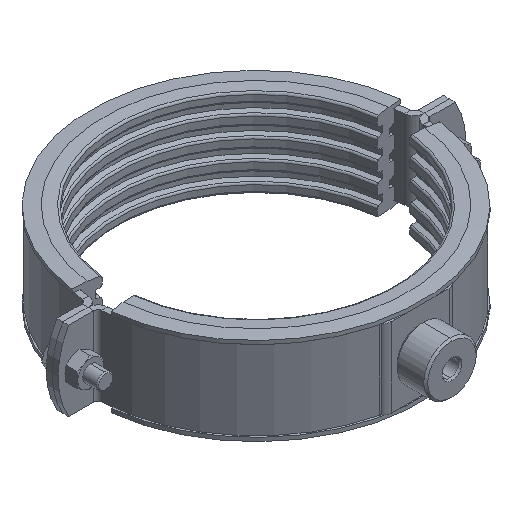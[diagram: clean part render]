
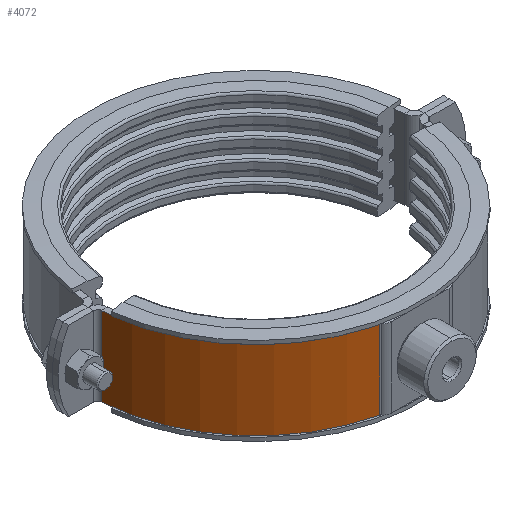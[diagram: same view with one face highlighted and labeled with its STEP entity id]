
A CAD part, isometric view. The second image highlights one B-rep face of the part: STEP entity #4072.
In plain terms, the highlighted cylindrical face has radius 83 mm (diameter 166 mm), a partial arc.
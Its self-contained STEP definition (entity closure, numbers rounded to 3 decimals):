
#3 = DIRECTION ( 'NONE',  ( 0., 0., -1. ) ) ;
#4 = EDGE_CURVE ( 'NONE', #855, #4151, #6587, .T. ) ;
#273 = CARTESIAN_POINT ( 'NONE',  ( 0., 0., -20. ) ) ;
#351 = AXIS2_PLACEMENT_3D ( 'NONE', #1668, #4974, #5576 ) ;
#355 = AXIS2_PLACEMENT_3D ( 'NONE', #3400, #3, #3296 ) ;
#480 = CIRCLE ( 'NONE', #2954, 83. ) ;
#634 = ORIENTED_EDGE ( 'NONE', *, *, #922, .F. ) ;
#855 = VERTEX_POINT ( 'NONE', #2935 ) ;
#922 = EDGE_CURVE ( 'NONE', #2570, #6670, #3158, .T. ) ;
#1029 = DIRECTION ( 'NONE',  ( 0., 0., -1. ) ) ;
#1668 = CARTESIAN_POINT ( 'NONE',  ( 0., 0., 20. ) ) ;
#1885 = ORIENTED_EDGE ( 'NONE', *, *, #4, .T. ) ;
#2478 = CIRCLE ( 'NONE', #351, 83. ) ;
#2570 = VERTEX_POINT ( 'NONE', #3569 ) ;
#2935 = CARTESIAN_POINT ( 'NONE',  ( -82.856, -4.882, 20. ) ) ;
#2954 = AXIS2_PLACEMENT_3D ( 'NONE', #273, #6412, #4157 ) ;
#3093 = CARTESIAN_POINT ( 'NONE',  ( -18.334, -80.95, 20. ) ) ;
#3097 = CARTESIAN_POINT ( 'NONE',  ( -82.856, -4.882, -20. ) ) ;
#3158 = LINE ( 'NONE', #3093, #5720 ) ;
#3296 = DIRECTION ( 'NONE',  ( -1., 0., 0. ) ) ;
#3400 = CARTESIAN_POINT ( 'NONE',  ( 0., 0., 20. ) ) ;
#3488 = EDGE_LOOP ( 'NONE', ( #3783, #634, #6233, #1885 ) ) ;
#3569 = CARTESIAN_POINT ( 'NONE',  ( -18.334, -80.95, 20. ) ) ;
#3705 = FACE_OUTER_BOUND ( 'NONE', #3488, .T. ) ;
#3783 = ORIENTED_EDGE ( 'NONE', *, *, #6784, .F. ) ;
#3816 = CYLINDRICAL_SURFACE ( 'NONE', #355, 83. ) ;
#3833 = CARTESIAN_POINT ( 'NONE',  ( -82.856, -4.882, 20. ) ) ;
#4072 = ADVANCED_FACE ( 'NONE', ( #3705 ), #3816, .T. ) ;
#4151 = VERTEX_POINT ( 'NONE', #3097 ) ;
#4157 = DIRECTION ( 'NONE',  ( 1., 0., 0. ) ) ;
#4174 = DIRECTION ( 'NONE',  ( 0., 0., -1. ) ) ;
#4974 = DIRECTION ( 'NONE',  ( 0., 0., -1. ) ) ;
#5576 = DIRECTION ( 'NONE',  ( 1., 0., 0. ) ) ;
#5720 = VECTOR ( 'NONE', #4174, 1000. ) ;
#6233 = ORIENTED_EDGE ( 'NONE', *, *, #6503, .T. ) ;
#6394 = VECTOR ( 'NONE', #1029, 1000. ) ;
#6412 = DIRECTION ( 'NONE',  ( 0., 0., -1. ) ) ;
#6467 = CARTESIAN_POINT ( 'NONE',  ( -18.334, -80.95, -20. ) ) ;
#6503 = EDGE_CURVE ( 'NONE', #2570, #855, #2478, .T. ) ;
#6587 = LINE ( 'NONE', #3833, #6394 ) ;
#6670 = VERTEX_POINT ( 'NONE', #6467 ) ;
#6784 = EDGE_CURVE ( 'NONE', #6670, #4151, #480, .T. ) ;
